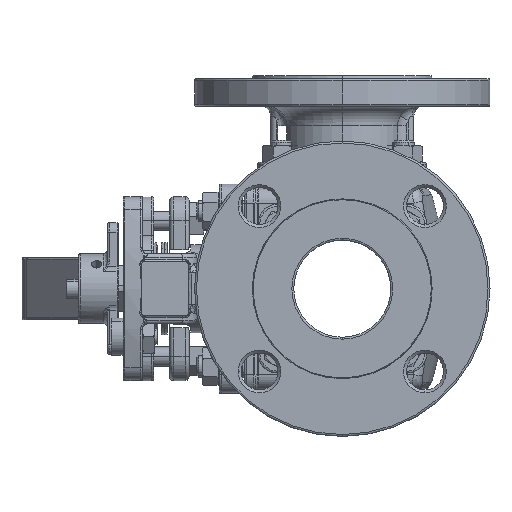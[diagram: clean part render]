
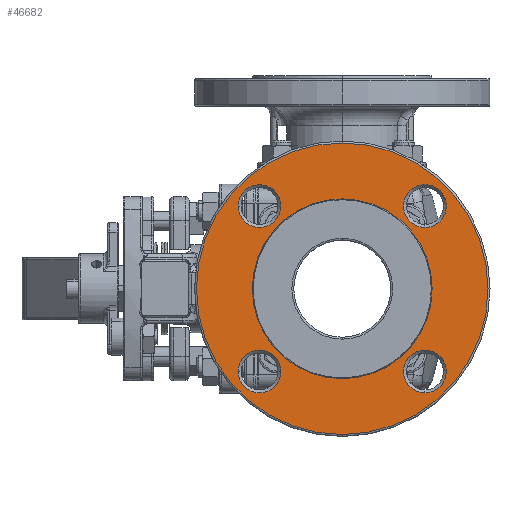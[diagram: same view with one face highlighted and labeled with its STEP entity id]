
A CAD part, left-side view. The second image highlights one B-rep face of the part: STEP entity #46682.
In plain terms, the highlighted planar face has unit normal (-1, 0, 0).
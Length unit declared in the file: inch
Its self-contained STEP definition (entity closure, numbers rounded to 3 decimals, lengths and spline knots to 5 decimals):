
#474 = EDGE_LOOP ( 'NONE', ( #29538, #7274 ) ) ;
#2461 = CARTESIAN_POINT ( 'NONE',  ( -4.26701, 1.247, -1.68007 ) ) ;
#2813 = DIRECTION ( 'NONE',  ( 0., 1., 0. ) ) ;
#3198 = DIRECTION ( 'NONE',  ( 0., 0., -1. ) ) ;
#4412 = AXIS2_PLACEMENT_3D ( 'NONE', #30421, #25256, #46335 ) ;
#6070 = VERTEX_POINT ( 'NONE', #29177 ) ;
#7274 = ORIENTED_EDGE ( 'NONE', *, *, #22540, .T. ) ;
#7338 = DIRECTION ( 'NONE',  ( 1., 0., 0. ) ) ;
#7677 = DIRECTION ( 'NONE',  ( 0., 0., -1. ) ) ;
#8369 = DIRECTION ( 'NONE',  ( 1., 0., 0. ) ) ;
#10013 = ORIENTED_EDGE ( 'NONE', *, *, #10044, .F. ) ;
#10044 = EDGE_CURVE ( 'NONE', #34747, #60868, #36271, .T. ) ;
#10249 = FACE_BOUND ( 'NONE', #474, .T. ) ;
#10378 = EDGE_CURVE ( 'NONE', #55617, #34378, #48417, .T. ) ;
#10473 = EDGE_LOOP ( 'NONE', ( #27787, #34655 ) ) ;
#10597 = FACE_BOUND ( 'NONE', #33119, .T. ) ;
#10630 = ORIENTED_EDGE ( 'NONE', *, *, #58848, .T. ) ;
#11768 = DIRECTION ( 'NONE',  ( 0., 0., -1. ) ) ;
#12144 = DIRECTION ( 'NONE',  ( 1., 0., 0. ) ) ;
#12601 = CIRCLE ( 'NONE', #40197, 2.96063 ) ;
#12830 = DIRECTION ( 'NONE',  ( 1., 0., 0. ) ) ;
#13371 = DIRECTION ( 'NONE',  ( 0., 0., -1. ) ) ;
#13705 = CIRCLE ( 'NONE', #23690, 2.96063 ) ;
#14501 = CARTESIAN_POINT ( 'NONE',  ( -4.26701, 0., 1.82593 ) ) ;
#14704 = CIRCLE ( 'NONE', #67808, 0.43307 ) ;
#16511 = VERTEX_POINT ( 'NONE', #53872 ) ;
#16800 = EDGE_CURVE ( 'NONE', #27486, #35851, #14704, .T. ) ;
#17436 = EDGE_CURVE ( 'NONE', #16511, #45049, #13705, .T. ) ;
#18032 = CARTESIAN_POINT ( 'NONE',  ( -4.26701, 1.68007, 1.68007 ) ) ;
#19064 = DIRECTION ( 'NONE',  ( 0., 0., -1. ) ) ;
#19095 = ORIENTED_EDGE ( 'NONE', *, *, #21547, .F. ) ;
#20106 = ORIENTED_EDGE ( 'NONE', *, *, #31388, .T. ) ;
#20522 = CARTESIAN_POINT ( 'NONE',  ( -4.26701, -1.68007, -1.247 ) ) ;
#21216 = CARTESIAN_POINT ( 'NONE',  ( -4.26701, -1.68007, -1.68007 ) ) ;
#21249 = CARTESIAN_POINT ( 'NONE',  ( -4.26701, 1.68007, -1.68007 ) ) ;
#21547 = EDGE_CURVE ( 'NONE', #45049, #16511, #12601, .T. ) ;
#22102 = FACE_BOUND ( 'NONE', #23463, .T. ) ;
#22217 = ORIENTED_EDGE ( 'NONE', *, *, #67415, .T. ) ;
#22304 = AXIS2_PLACEMENT_3D ( 'NONE', #21216, #42285, #63451 ) ;
#22524 = DIRECTION ( 'NONE',  ( -1., 0., 0. ) ) ;
#22540 = EDGE_CURVE ( 'NONE', #34378, #55617, #67007, .T. ) ;
#23005 = AXIS2_PLACEMENT_3D ( 'NONE', #21249, #26128, #53368 ) ;
#23455 = CARTESIAN_POINT ( 'NONE',  ( -4.26701, 1.82593, 0. ) ) ;
#23463 = EDGE_LOOP ( 'NONE', ( #60873, #22217 ) ) ;
#23690 = AXIS2_PLACEMENT_3D ( 'NONE', #34768, #8369, #3198 ) ;
#24346 = CIRCLE ( 'NONE', #4412, 0.43307 ) ;
#25010 = AXIS2_PLACEMENT_3D ( 'NONE', #38475, #12144, #39138 ) ;
#25256 = DIRECTION ( 'NONE',  ( 1., 0., 0. ) ) ;
#25805 = CARTESIAN_POINT ( 'NONE',  ( -4.26701, -1.68007, 2.11315 ) ) ;
#26128 = DIRECTION ( 'NONE',  ( 1., 0., 0. ) ) ;
#26623 = PLANE ( 'NONE',  #52380 ) ;
#27486 = VERTEX_POINT ( 'NONE', #52793 ) ;
#27787 = ORIENTED_EDGE ( 'NONE', *, *, #49030, .T. ) ;
#28015 = EDGE_CURVE ( 'NONE', #60868, #34747, #66758, .T. ) ;
#28448 = AXIS2_PLACEMENT_3D ( 'NONE', #42732, #37589, #58633 ) ;
#29177 = CARTESIAN_POINT ( 'NONE',  ( -4.26701, -1.68007, -2.11315 ) ) ;
#29538 = ORIENTED_EDGE ( 'NONE', *, *, #10378, .T. ) ;
#30421 = CARTESIAN_POINT ( 'NONE',  ( -4.26701, -1.68007, 1.68007 ) ) ;
#31388 = EDGE_CURVE ( 'NONE', #41443, #38543, #62652, .T. ) ;
#31437 = FACE_BOUND ( 'NONE', #68388, .T. ) ;
#31717 = CIRCLE ( 'NONE', #54929, 0.43307 ) ;
#33119 = EDGE_LOOP ( 'NONE', ( #10630, #20106 ) ) ;
#33135 = VERTEX_POINT ( 'NONE', #20522 ) ;
#33691 = ORIENTED_EDGE ( 'NONE', *, *, #17436, .F. ) ;
#33807 = CARTESIAN_POINT ( 'NONE',  ( -4.26701, 0., -1.82593 ) ) ;
#34378 = VERTEX_POINT ( 'NONE', #2461 ) ;
#34655 = ORIENTED_EDGE ( 'NONE', *, *, #16800, .T. ) ;
#34747 = VERTEX_POINT ( 'NONE', #33807 ) ;
#34768 = CARTESIAN_POINT ( 'NONE',  ( -4.26701, 0., 0. ) ) ;
#35851 = VERTEX_POINT ( 'NONE', #41999 ) ;
#36271 = CIRCLE ( 'NONE', #50572, 1.82593 ) ;
#36427 = CARTESIAN_POINT ( 'NONE',  ( -4.26701, 0., -2.96063 ) ) ;
#36528 = DIRECTION ( 'NONE',  ( 1., 0., 0. ) ) ;
#36856 = DIRECTION ( 'NONE',  ( 0., 0., 1. ) ) ;
#36916 = AXIS2_PLACEMENT_3D ( 'NONE', #45380, #66528, #19064 ) ;
#37222 = EDGE_LOOP ( 'NONE', ( #19095, #33691 ) ) ;
#37589 = DIRECTION ( 'NONE',  ( 1., 0., 0. ) ) ;
#37778 = CIRCLE ( 'NONE', #22304, 0.43307 ) ;
#38475 = CARTESIAN_POINT ( 'NONE',  ( -4.26701, 1.68007, -1.68007 ) ) ;
#38543 = VERTEX_POINT ( 'NONE', #25805 ) ;
#38631 = CIRCLE ( 'NONE', #52930, 0.43307 ) ;
#39138 = DIRECTION ( 'NONE',  ( 0., 1., 0. ) ) ;
#40197 = AXIS2_PLACEMENT_3D ( 'NONE', #59606, #7338, #7677 ) ;
#41443 = VERTEX_POINT ( 'NONE', #68039 ) ;
#41883 = ORIENTED_EDGE ( 'NONE', *, *, #28015, .F. ) ;
#41999 = CARTESIAN_POINT ( 'NONE',  ( -4.26701, 2.11315, 1.68007 ) ) ;
#42285 = DIRECTION ( 'NONE',  ( 1., 0., 0. ) ) ;
#42732 = CARTESIAN_POINT ( 'NONE',  ( -4.26701, -1.68007, 1.68007 ) ) ;
#45049 = VERTEX_POINT ( 'NONE', #36427 ) ;
#45380 = CARTESIAN_POINT ( 'NONE',  ( -4.26701, 0., 0. ) ) ;
#45765 = CARTESIAN_POINT ( 'NONE',  ( -4.26701, 1.68007, 1.68007 ) ) ;
#46335 = DIRECTION ( 'NONE',  ( 0., 0., 1. ) ) ;
#46682 = ADVANCED_FACE ( 'NONE', ( #10249, #22102, #10597, #64337, #58388, #31437 ), #26623, .F. ) ;
#48417 = CIRCLE ( 'NONE', #23005, 0.43307 ) ;
#49030 = EDGE_CURVE ( 'NONE', #35851, #27486, #31717, .T. ) ;
#50572 = AXIS2_PLACEMENT_3D ( 'NONE', #58818, #22524, #11768 ) ;
#51603 = EDGE_CURVE ( 'NONE', #33135, #6070, #37778, .T. ) ;
#52380 = AXIS2_PLACEMENT_3D ( 'NONE', #23455, #66058, #13371 ) ;
#52793 = CARTESIAN_POINT ( 'NONE',  ( -4.26701, 1.247, 1.68007 ) ) ;
#52930 = AXIS2_PLACEMENT_3D ( 'NONE', #67997, #36528, #36856 ) ;
#53368 = DIRECTION ( 'NONE',  ( 0., 1., 0. ) ) ;
#53872 = CARTESIAN_POINT ( 'NONE',  ( -4.26701, 0., 2.96063 ) ) ;
#54345 = CARTESIAN_POINT ( 'NONE',  ( -4.26701, 2.11315, -1.68007 ) ) ;
#54929 = AXIS2_PLACEMENT_3D ( 'NONE', #45765, #56432, #2813 ) ;
#55617 = VERTEX_POINT ( 'NONE', #54345 ) ;
#56432 = DIRECTION ( 'NONE',  ( 1., 0., 0. ) ) ;
#58388 = FACE_OUTER_BOUND ( 'NONE', #37222, .T. ) ;
#58633 = DIRECTION ( 'NONE',  ( 0., 0., 1. ) ) ;
#58818 = CARTESIAN_POINT ( 'NONE',  ( -4.26701, 0., 0. ) ) ;
#58848 = EDGE_CURVE ( 'NONE', #38543, #41443, #24346, .T. ) ;
#59606 = CARTESIAN_POINT ( 'NONE',  ( -4.26701, 0., 0. ) ) ;
#60225 = DIRECTION ( 'NONE',  ( 0., 1., 0. ) ) ;
#60868 = VERTEX_POINT ( 'NONE', #14501 ) ;
#60873 = ORIENTED_EDGE ( 'NONE', *, *, #51603, .T. ) ;
#62652 = CIRCLE ( 'NONE', #28448, 0.43307 ) ;
#63451 = DIRECTION ( 'NONE',  ( 0., 0., 1. ) ) ;
#64337 = FACE_BOUND ( 'NONE', #10473, .T. ) ;
#66058 = DIRECTION ( 'NONE',  ( 1., 0., 0. ) ) ;
#66528 = DIRECTION ( 'NONE',  ( -1., 0., 0. ) ) ;
#66758 = CIRCLE ( 'NONE', #36916, 1.82593 ) ;
#67007 = CIRCLE ( 'NONE', #25010, 0.43307 ) ;
#67415 = EDGE_CURVE ( 'NONE', #6070, #33135, #38631, .T. ) ;
#67808 = AXIS2_PLACEMENT_3D ( 'NONE', #18032, #12830, #60225 ) ;
#67997 = CARTESIAN_POINT ( 'NONE',  ( -4.26701, -1.68007, -1.68007 ) ) ;
#68039 = CARTESIAN_POINT ( 'NONE',  ( -4.26701, -1.68007, 1.247 ) ) ;
#68388 = EDGE_LOOP ( 'NONE', ( #10013, #41883 ) ) ;
